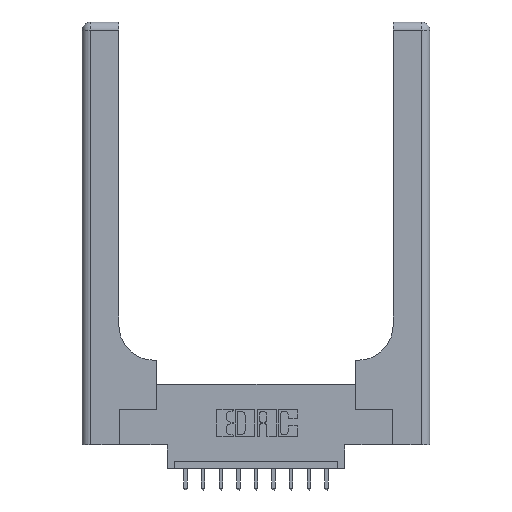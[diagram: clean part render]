
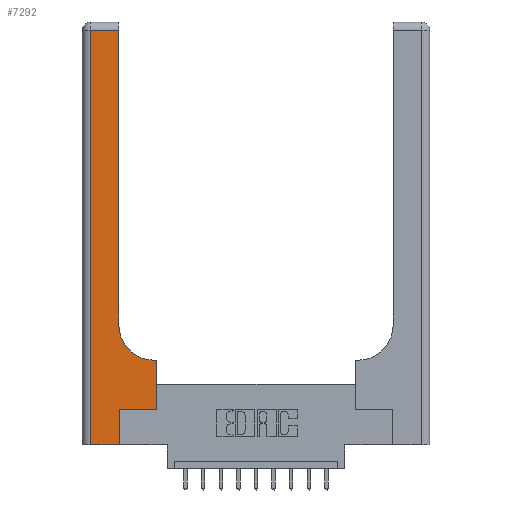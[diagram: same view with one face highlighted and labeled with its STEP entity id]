
A CAD part, top view. The second image highlights one B-rep face of the part: STEP entity #7292.
In plain terms, the highlighted planar face has unit normal (0, 0, 1).
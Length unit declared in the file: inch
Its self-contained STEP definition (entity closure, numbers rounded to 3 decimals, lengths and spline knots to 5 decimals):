
#124 = DIRECTION ( 'NONE',  ( 0., 0., -1. ) ) ;
#380 = ORIENTED_EDGE ( 'NONE', *, *, #14746, .T. ) ;
#921 = CARTESIAN_POINT ( 'NONE',  ( 0.26, 0.6, 0.37 ) ) ;
#1286 = LINE ( 'NONE', #4879, #5989 ) ;
#1339 = CARTESIAN_POINT ( 'NONE',  ( 0.06, 3., 0.37 ) ) ;
#1514 = EDGE_CURVE ( 'NONE', #13810, #10336, #10833, .T. ) ;
#1693 = FACE_OUTER_BOUND ( 'NONE', #11507, .T. ) ;
#2211 = VECTOR ( 'NONE', #12448, 39.37008 ) ;
#2545 = DIRECTION ( 'NONE',  ( -1., 0., 0. ) ) ;
#2567 = EDGE_CURVE ( 'NONE', #2780, #4238, #15276, .T. ) ;
#2711 = EDGE_CURVE ( 'NONE', #7948, #7650, #1286, .T. ) ;
#2780 = VERTEX_POINT ( 'NONE', #10216 ) ;
#2845 = CIRCLE ( 'NONE', #14073, 0.25 ) ;
#2976 = CARTESIAN_POINT ( 'NONE',  ( 0., 3., 0.37 ) ) ;
#3186 = CARTESIAN_POINT ( 'NONE',  ( 0.528, 0.25, 0.37 ) ) ;
#3303 = DIRECTION ( 'NONE',  ( 1., 0., 0. ) ) ;
#3424 = VERTEX_POINT ( 'NONE', #12902 ) ;
#3458 = CARTESIAN_POINT ( 'NONE',  ( 0.06, 2.94, 0.37 ) ) ;
#3470 = VECTOR ( 'NONE', #2545, 39.37008 ) ;
#3937 = DIRECTION ( 'NONE',  ( 0., 0., -1. ) ) ;
#4238 = VERTEX_POINT ( 'NONE', #10296 ) ;
#4879 = CARTESIAN_POINT ( 'NONE',  ( 0.265, 0., 0.37 ) ) ;
#5182 = EDGE_CURVE ( 'NONE', #4238, #13810, #13496, .T. ) ;
#5366 = ORIENTED_EDGE ( 'NONE', *, *, #5182, .T. ) ;
#5392 = EDGE_CURVE ( 'NONE', #8831, #3424, #5954, .T. ) ;
#5521 = DIRECTION ( 'NONE',  ( -1., 0., 0. ) ) ;
#5771 = CARTESIAN_POINT ( 'NONE',  ( 0.528, 0.6, 0.37 ) ) ;
#5954 = LINE ( 'NONE', #921, #11369 ) ;
#5989 = VECTOR ( 'NONE', #8623, 39.37008 ) ;
#6214 = VECTOR ( 'NONE', #14531, 39.37008 ) ;
#6643 = ORIENTED_EDGE ( 'NONE', *, *, #6658, .T. ) ;
#6658 = EDGE_CURVE ( 'NONE', #10438, #8831, #9242, .T. ) ;
#6972 = CARTESIAN_POINT ( 'NONE',  ( 0.265, 0.25, 0.37 ) ) ;
#7031 = VECTOR ( 'NONE', #3303, 39.37008 ) ;
#7057 = EDGE_CURVE ( 'NONE', #7650, #10438, #9353, .T. ) ;
#7292 = ADVANCED_FACE ( 'NONE', ( #1693 ), #11440, .F. ) ;
#7396 = CARTESIAN_POINT ( 'NONE',  ( 0.51, 0.85, 0.37 ) ) ;
#7564 = LINE ( 'NONE', #11403, #2211 ) ;
#7650 = VERTEX_POINT ( 'NONE', #11189 ) ;
#7948 = VERTEX_POINT ( 'NONE', #12211 ) ;
#8168 = EDGE_CURVE ( 'NONE', #10336, #7948, #7564, .T. ) ;
#8623 = DIRECTION ( 'NONE',  ( 0., 1., 0. ) ) ;
#8831 = VERTEX_POINT ( 'NONE', #5771 ) ;
#9242 = LINE ( 'NONE', #3186, #13936 ) ;
#9341 = ORIENTED_EDGE ( 'NONE', *, *, #7057, .T. ) ;
#9353 = LINE ( 'NONE', #6972, #7031 ) ;
#9417 = CARTESIAN_POINT ( 'NONE',  ( 0.26, 3., 0.37 ) ) ;
#10216 = CARTESIAN_POINT ( 'NONE',  ( 0.26, 0.85, 0.37 ) ) ;
#10296 = CARTESIAN_POINT ( 'NONE',  ( 0.26, 2.94, 0.37 ) ) ;
#10336 = VERTEX_POINT ( 'NONE', #12933 ) ;
#10438 = VERTEX_POINT ( 'NONE', #15564 ) ;
#10833 = LINE ( 'NONE', #1339, #6214 ) ;
#10909 = ORIENTED_EDGE ( 'NONE', *, *, #5392, .T. ) ;
#11084 = CARTESIAN_POINT ( 'NONE',  ( 0., 2.94, 0.37 ) ) ;
#11189 = CARTESIAN_POINT ( 'NONE',  ( 0.265, 0.25, 0.37 ) ) ;
#11369 = VECTOR ( 'NONE', #11790, 39.37008 ) ;
#11403 = CARTESIAN_POINT ( 'NONE',  ( 0., 0., 0.37 ) ) ;
#11440 = PLANE ( 'NONE',  #13439 ) ;
#11507 = EDGE_LOOP ( 'NONE', ( #14720, #5366, #13040, #11533, #13034, #9341, #6643, #10909, #380 ) ) ;
#11533 = ORIENTED_EDGE ( 'NONE', *, *, #8168, .T. ) ;
#11580 = DIRECTION ( 'NONE',  ( 0., 1., 0. ) ) ;
#11790 = DIRECTION ( 'NONE',  ( -1., 0., 0. ) ) ;
#12211 = CARTESIAN_POINT ( 'NONE',  ( 0.265, 0., 0.37 ) ) ;
#12448 = DIRECTION ( 'NONE',  ( 1., 0., 0. ) ) ;
#12902 = CARTESIAN_POINT ( 'NONE',  ( 0.51, 0.6, 0.37 ) ) ;
#12933 = CARTESIAN_POINT ( 'NONE',  ( 0.06, 0., 0.37 ) ) ;
#13034 = ORIENTED_EDGE ( 'NONE', *, *, #2711, .T. ) ;
#13040 = ORIENTED_EDGE ( 'NONE', *, *, #1514, .T. ) ;
#13439 = AXIS2_PLACEMENT_3D ( 'NONE', #2976, #3937, #5521 ) ;
#13496 = LINE ( 'NONE', #11084, #3470 ) ;
#13810 = VERTEX_POINT ( 'NONE', #3458 ) ;
#13936 = VECTOR ( 'NONE', #11580, 39.37008 ) ;
#14073 = AXIS2_PLACEMENT_3D ( 'NONE', #7396, #124, #14759 ) ;
#14157 = DIRECTION ( 'NONE',  ( 0., 1., 0. ) ) ;
#14531 = DIRECTION ( 'NONE',  ( 0., -1., 0. ) ) ;
#14720 = ORIENTED_EDGE ( 'NONE', *, *, #2567, .T. ) ;
#14746 = EDGE_CURVE ( 'NONE', #3424, #2780, #2845, .T. ) ;
#14759 = DIRECTION ( 'NONE',  ( 1., 0., 0. ) ) ;
#15276 = LINE ( 'NONE', #9417, #15512 ) ;
#15512 = VECTOR ( 'NONE', #14157, 39.37008 ) ;
#15564 = CARTESIAN_POINT ( 'NONE',  ( 0.528, 0.25, 0.37 ) ) ;
